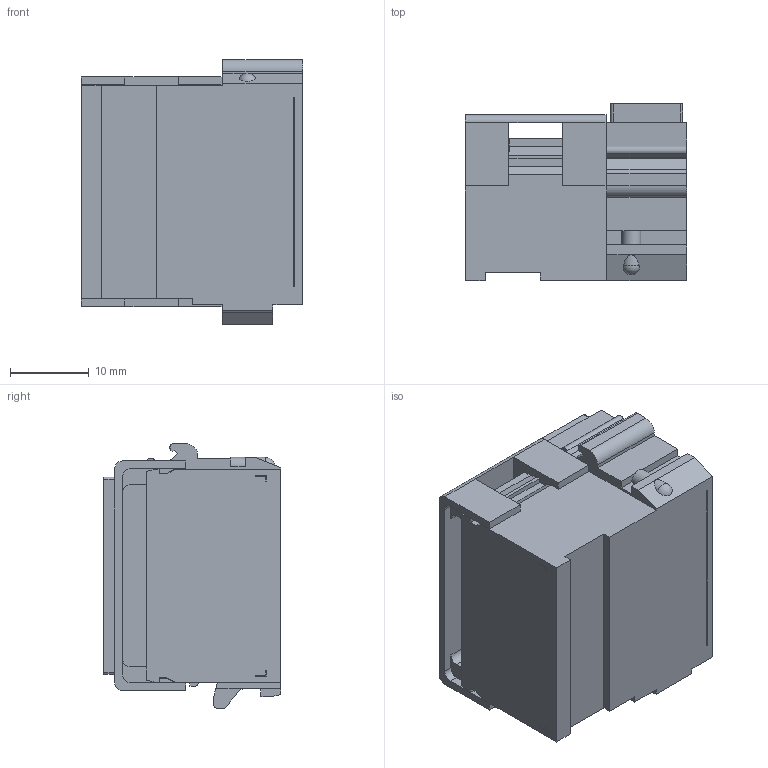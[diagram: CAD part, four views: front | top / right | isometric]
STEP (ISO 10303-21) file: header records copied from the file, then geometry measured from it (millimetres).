
FILE_DESCRIPTION((''),'2;1');
FILE_NAME('00176520102','2020-05-12T',('presta_be4'),(''),'CREO PARAMETRIC BY PTC INC, 2018360','CREO PARAMETRIC BY PTC INC, 2018360','');
FILE_SCHEMA(('CONFIG_CONTROL_DESIGN'));
Products named in the file (1): 00176520102
Bounding box: 28 x 22.45 x 33.55 mm (x, y, z)
Volume: 9302.5 mm3; surface area: 12283.9 mm2
Topology: 1 solids, 1 shells, 3208 faces, 7928 edges, 5035 vertices
Faces by surface type: plane 1941, cylinder 522, cone 456, torus 288, sphere 1
Entity records: 96108 total; most frequent: CARTESIAN_POINT 18454, DIRECTION 16625, ORIENTED_EDGE 15784, EDGE_CURVE 7892, AXIS2_PLACEMENT_3D 5911, VERTEX_POINT 5035, VECTOR 4803, LINE 4803
